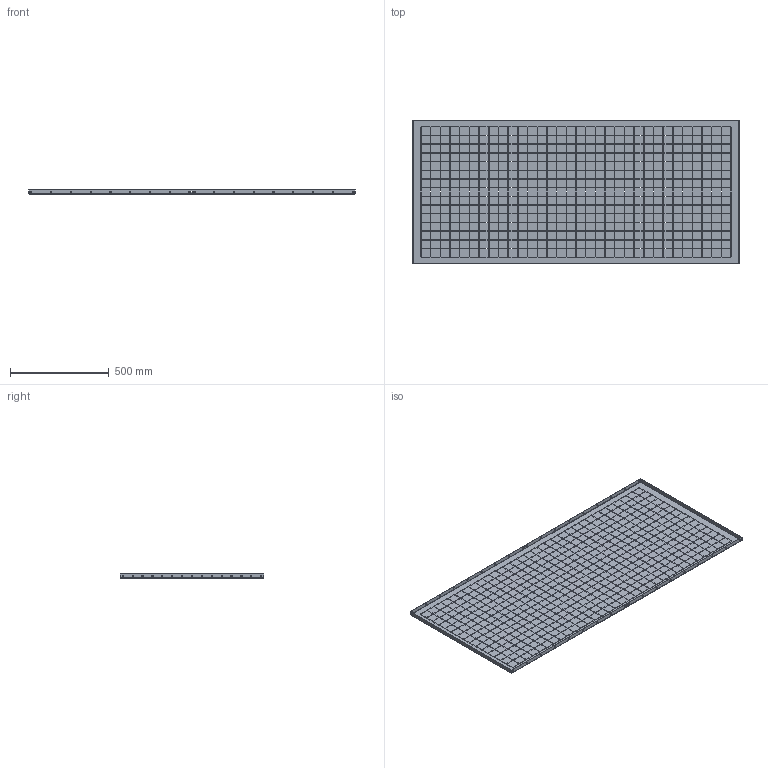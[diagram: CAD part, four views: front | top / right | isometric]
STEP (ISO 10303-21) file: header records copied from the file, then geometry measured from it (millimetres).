
FILE_DESCRIPTION (( 'STEP AP214' ), '1' );
FILE_NAME ('ÌÈ-2565.00.00.001 Ïåðåãîðîäêà âåðòèêàëüíàÿ ïî øèðèíå øêàôà 1800õ800.STEP', '2022-12-09T06:28:32', ( '' ), ( '' ), 'SwSTEP 2.0', 'SolidWorks 2021', '' );
FILE_SCHEMA (( 'AUTOMOTIVE_DESIGN' ));
Length unit declared in the file: millimetre
Products named in the file (1): ÌÈ-2565.00.00.001 Ïåðåãîðîäêà âåðòèêàëüíàÿ ïî øèðèíå øêàôà 1800õ800
Bounding box: 1649 x 728 x 21 mm (x, y, z)
Volume: 1207243.7 mm3; surface area: 2507415.2 mm2
Topology: 1 solids, 1 shells, 4200 faces, 12562 edges, 8364 vertices
Faces by surface type: plane 4054, cylinder 138, bspline 8
Entity records: 143529 total; most frequent: CARTESIAN_POINT 25888, ORIENTED_EDGE 25124, DIRECTION 21180, EDGE_CURVE 12562, VECTOR 12274, LINE 12274, VERTEX_POINT 8364, EDGE_LOOP 6342
